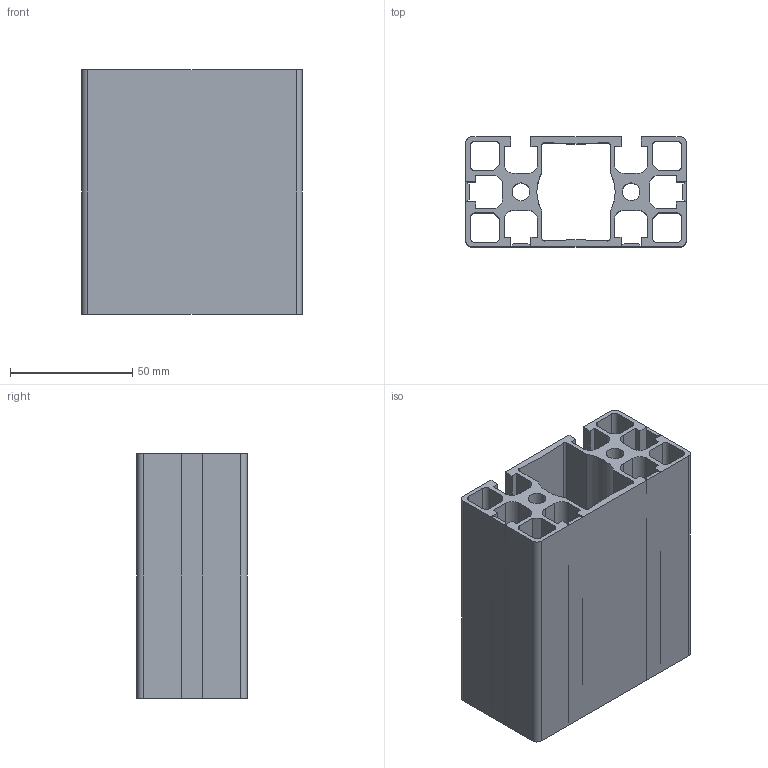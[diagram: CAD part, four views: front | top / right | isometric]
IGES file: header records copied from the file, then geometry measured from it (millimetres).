
Global section: file name: 124592; native system: Autodesk Inventor 2021; preprocessor: unknown; author: T. Włodkowski,; organization: 11; date: 20231115.115423; units: millimetre
Bounding box: 90 x 45 x 100 mm (x, y, z)
Volume: 124257 mm3; surface area: 94176.9 mm2
Topology: 1 solids, 1 shells, 124 faces, 366 edges, 244 vertices
Faces by surface type: bspline 124
